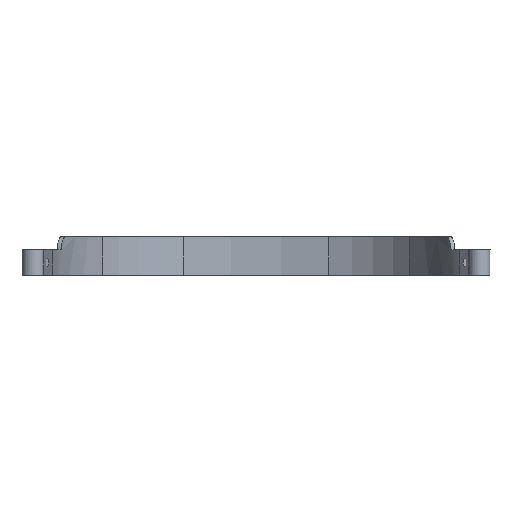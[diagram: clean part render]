
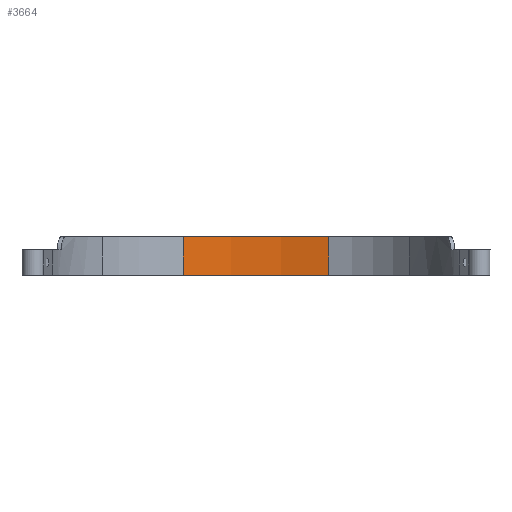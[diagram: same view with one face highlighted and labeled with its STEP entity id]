
A CAD part, front view. The second image highlights one B-rep face of the part: STEP entity #3664.
In plain terms, the highlighted cylindrical face has radius 116 mm (diameter 232 mm), a partial arc.
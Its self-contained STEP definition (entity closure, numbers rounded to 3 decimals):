
#73 = PLANE('',#74);
#74 = AXIS2_PLACEMENT_3D('',#75,#76,#77);
#75 = CARTESIAN_POINT('',(0.,53.149,15.));
#76 = DIRECTION('',(0.,0.,-1.));
#77 = DIRECTION('',(0.,-1.,0.));
#375 = PLANE('',#376);
#376 = AXIS2_PLACEMENT_3D('',#377,#378,#379);
#377 = CARTESIAN_POINT('',(0.,36.448,0.));
#378 = DIRECTION('',(0.,0.,-1.));
#379 = DIRECTION('',(-1.,0.,0.));
#623 = VERTEX_POINT('',#624);
#624 = CARTESIAN_POINT('',(28.3,67.495,15.));
#643 = CYLINDRICAL_SURFACE('',#644,58.);
#644 = AXIS2_PLACEMENT_3D('',#645,#646,#647);
#645 = CARTESIAN_POINT('',(14.15,11.247,0.));
#646 = DIRECTION('',(-0.,-0.,-1.));
#647 = DIRECTION('',(1.,0.,0.));
#655 = EDGE_CURVE('',#623,#656,#658,.T.);
#656 = VERTEX_POINT('',#657);
#657 = CARTESIAN_POINT('',(-28.3,67.495,15.));
#658 = SURFACE_CURVE('',#659,(#664,#675),.PCURVE_S1.);
#659 = CIRCLE('',#660,116.);
#660 = AXIS2_PLACEMENT_3D('',#661,#662,#663);
#661 = CARTESIAN_POINT('',(0.,-45.,15.));
#662 = DIRECTION('',(0.,0.,1.));
#663 = DIRECTION('',(1.,0.,0.));
#664 = PCURVE('',#73,#665);
#665 = DEFINITIONAL_REPRESENTATION('',(#666),#674);
#666 = ( BOUNDED_CURVE() B_SPLINE_CURVE(2,(#667,#668,#669,#670,#671,#672
,#673),.UNSPECIFIED.,.T.,.F.) B_SPLINE_CURVE_WITH_KNOTS((1,2,2,2,2,1),(
    -2.094,0.,2.094,4.189,6.283,
8.378),.UNSPECIFIED.) CURVE() GEOMETRIC_REPRESENTATION_ITEM() 
RATIONAL_B_SPLINE_CURVE((1.,0.5,1.,0.5,1.,0.5,1.)) REPRESENTATION_ITEM(
  '') );
#667 = CARTESIAN_POINT('',(98.149,-116.));
#668 = CARTESIAN_POINT('',(-102.769,-116.));
#669 = CARTESIAN_POINT('',(-2.31,58.));
#670 = CARTESIAN_POINT('',(98.149,232.));
#671 = CARTESIAN_POINT('',(198.608,58.));
#672 = CARTESIAN_POINT('',(299.067,-116.));
#673 = CARTESIAN_POINT('',(98.149,-116.));
#674 = ( GEOMETRIC_REPRESENTATION_CONTEXT(2) 
PARAMETRIC_REPRESENTATION_CONTEXT() REPRESENTATION_CONTEXT('2D SPACE',''
  ) );
#675 = PCURVE('',#676,#681);
#676 = CYLINDRICAL_SURFACE('',#677,116.);
#677 = AXIS2_PLACEMENT_3D('',#678,#679,#680);
#678 = CARTESIAN_POINT('',(0.,-45.,0.));
#679 = DIRECTION('',(-0.,-0.,-1.));
#680 = DIRECTION('',(1.,0.,0.));
#681 = DEFINITIONAL_REPRESENTATION('',(#682),#686);
#682 = LINE('',#683,#684);
#683 = CARTESIAN_POINT('',(0.,-15.));
#684 = VECTOR('',#685,1.);
#685 = DIRECTION('',(-1.,0.));
#686 = ( GEOMETRIC_REPRESENTATION_CONTEXT(2) 
PARAMETRIC_REPRESENTATION_CONTEXT() REPRESENTATION_CONTEXT('2D SPACE',''
  ) );
#709 = CYLINDRICAL_SURFACE('',#710,58.);
#710 = AXIS2_PLACEMENT_3D('',#711,#712,#713);
#711 = CARTESIAN_POINT('',(-14.15,11.247,0.));
#712 = DIRECTION('',(-0.,-0.,-1.));
#713 = DIRECTION('',(1.,0.,0.));
#1779 = VERTEX_POINT('',#1780);
#1780 = CARTESIAN_POINT('',(28.3,67.495,0.));
#1806 = EDGE_CURVE('',#1779,#1807,#1809,.T.);
#1807 = VERTEX_POINT('',#1808);
#1808 = CARTESIAN_POINT('',(-28.3,67.495,0.));
#1809 = SURFACE_CURVE('',#1810,(#1815,#1826),.PCURVE_S1.);
#1810 = CIRCLE('',#1811,116.);
#1811 = AXIS2_PLACEMENT_3D('',#1812,#1813,#1814);
#1812 = CARTESIAN_POINT('',(0.,-45.,0.));
#1813 = DIRECTION('',(0.,0.,1.));
#1814 = DIRECTION('',(1.,0.,0.));
#1815 = PCURVE('',#375,#1816);
#1816 = DEFINITIONAL_REPRESENTATION('',(#1817),#1825);
#1817 = ( BOUNDED_CURVE() B_SPLINE_CURVE(2,(#1818,#1819,#1820,#1821,
#1822,#1823,#1824),.UNSPECIFIED.,.T.,.F.) B_SPLINE_CURVE_WITH_KNOTS((1,2
    ,2,2,2,1),(-2.094,0.,2.094,4.189,
6.283,8.378),.UNSPECIFIED.) CURVE() 
GEOMETRIC_REPRESENTATION_ITEM() RATIONAL_B_SPLINE_CURVE((1.,0.5,1.,0.5,
1.,0.5,1.)) REPRESENTATION_ITEM('') );
#1818 = CARTESIAN_POINT('',(-116.,-81.448));
#1819 = CARTESIAN_POINT('',(-116.,119.47));
#1820 = CARTESIAN_POINT('',(58.,19.011));
#1821 = CARTESIAN_POINT('',(232.,-81.448));
#1822 = CARTESIAN_POINT('',(58.,-181.907));
#1823 = CARTESIAN_POINT('',(-116.,-282.366));
#1824 = CARTESIAN_POINT('',(-116.,-81.448));
#1825 = ( GEOMETRIC_REPRESENTATION_CONTEXT(2) 
PARAMETRIC_REPRESENTATION_CONTEXT() REPRESENTATION_CONTEXT('2D SPACE',''
  ) );
#1826 = PCURVE('',#676,#1827);
#1827 = DEFINITIONAL_REPRESENTATION('',(#1828),#1832);
#1828 = LINE('',#1829,#1830);
#1829 = CARTESIAN_POINT('',(-0.,-0.));
#1830 = VECTOR('',#1831,1.);
#1831 = DIRECTION('',(-1.,0.));
#1832 = ( GEOMETRIC_REPRESENTATION_CONTEXT(2) 
PARAMETRIC_REPRESENTATION_CONTEXT() REPRESENTATION_CONTEXT('2D SPACE',''
  ) );
#3642 = EDGE_CURVE('',#1779,#623,#3643,.T.);
#3643 = SURFACE_CURVE('',#3644,(#3648,#3655),.PCURVE_S1.);
#3644 = LINE('',#3645,#3646);
#3645 = CARTESIAN_POINT('',(28.3,67.495,10.));
#3646 = VECTOR('',#3647,1.);
#3647 = DIRECTION('',(0.,0.,1.));
#3648 = PCURVE('',#643,#3649);
#3649 = DEFINITIONAL_REPRESENTATION('',(#3650),#3654);
#3650 = LINE('',#3651,#3652);
#3651 = CARTESIAN_POINT('',(-1.324,-10.));
#3652 = VECTOR('',#3653,1.);
#3653 = DIRECTION('',(-0.,-1.));
#3654 = ( GEOMETRIC_REPRESENTATION_CONTEXT(2) 
PARAMETRIC_REPRESENTATION_CONTEXT() REPRESENTATION_CONTEXT('2D SPACE',''
  ) );
#3655 = PCURVE('',#676,#3656);
#3656 = DEFINITIONAL_REPRESENTATION('',(#3657),#3661);
#3657 = LINE('',#3658,#3659);
#3658 = CARTESIAN_POINT('',(-1.324,-10.));
#3659 = VECTOR('',#3660,1.);
#3660 = DIRECTION('',(-0.,-1.));
#3661 = ( GEOMETRIC_REPRESENTATION_CONTEXT(2) 
PARAMETRIC_REPRESENTATION_CONTEXT() REPRESENTATION_CONTEXT('2D SPACE',''
  ) );
#3664 = ADVANCED_FACE('',(#3665),#676,.F.);
#3665 = FACE_BOUND('',#3666,.T.);
#3666 = EDGE_LOOP('',(#3667,#3668,#3689,#3690));
#3667 = ORIENTED_EDGE('',*,*,#655,.T.);
#3668 = ORIENTED_EDGE('',*,*,#3669,.F.);
#3669 = EDGE_CURVE('',#1807,#656,#3670,.T.);
#3670 = SURFACE_CURVE('',#3671,(#3675,#3682),.PCURVE_S1.);
#3671 = LINE('',#3672,#3673);
#3672 = CARTESIAN_POINT('',(-28.3,67.495,10.));
#3673 = VECTOR('',#3674,1.);
#3674 = DIRECTION('',(0.,0.,1.));
#3675 = PCURVE('',#676,#3676);
#3676 = DEFINITIONAL_REPRESENTATION('',(#3677),#3681);
#3677 = LINE('',#3678,#3679);
#3678 = CARTESIAN_POINT('',(-1.817,-10.));
#3679 = VECTOR('',#3680,1.);
#3680 = DIRECTION('',(-0.,-1.));
#3681 = ( GEOMETRIC_REPRESENTATION_CONTEXT(2) 
PARAMETRIC_REPRESENTATION_CONTEXT() REPRESENTATION_CONTEXT('2D SPACE',''
  ) );
#3682 = PCURVE('',#709,#3683);
#3683 = DEFINITIONAL_REPRESENTATION('',(#3684),#3688);
#3684 = LINE('',#3685,#3686);
#3685 = CARTESIAN_POINT('',(-1.817,-10.));
#3686 = VECTOR('',#3687,1.);
#3687 = DIRECTION('',(-0.,-1.));
#3688 = ( GEOMETRIC_REPRESENTATION_CONTEXT(2) 
PARAMETRIC_REPRESENTATION_CONTEXT() REPRESENTATION_CONTEXT('2D SPACE',''
  ) );
#3689 = ORIENTED_EDGE('',*,*,#1806,.F.);
#3690 = ORIENTED_EDGE('',*,*,#3642,.T.);
